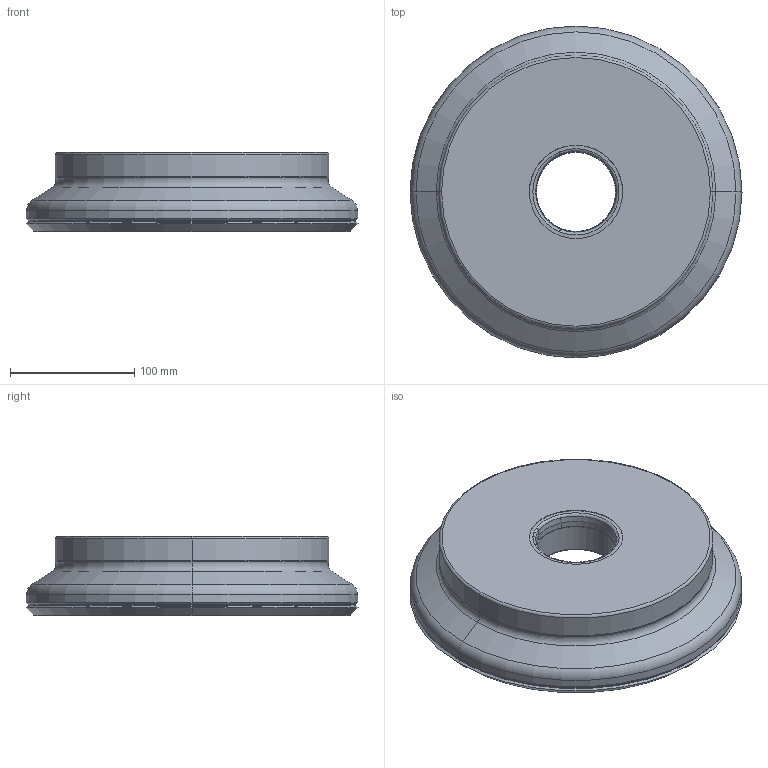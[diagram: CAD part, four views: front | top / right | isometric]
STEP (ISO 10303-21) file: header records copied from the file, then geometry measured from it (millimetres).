
FILE_DESCRIPTION(/* description */ (''),/* implementation_level */ '2;1');
FILE_NAME(/* name */ 'WSX445UR1014MN_IR0_047.stp',/* time_stamp */ '2023-11-01T14:18:50+09:00',/* author */ (''),/* organization */ (''),/* preprocessor_version */ 'ST-DEVELOPER v16',/* originating_system */ 'SIEMENS PLM Software NX 10.0',/* authorisation */ '');
FILE_SCHEMA (('AUTOMOTIVE_DESIGN { 1 0 10303 214 3 1 1 1 }'));
Length unit declared in the file: millimetre
Products named in the file (1): WSX445UR1014MN_IR0_047_ASM
Bounding box: 266.85 x 266.85 x 63.5 mm (x, y, z)
Volume: 1966808.3 mm3; surface area: 192577.6 mm2
Topology: 2 solids, 2 shells, 69 faces, 148 edges, 94 vertices
Faces by surface type: torus 28, cone 20, cylinder 14, plane 7
Entity records: 2060 total; most frequent: DIRECTION 398, CARTESIAN_POINT 391, ORIENTED_EDGE 282, AXIS2_PLACEMENT_3D 181, EDGE_CURVE 141, CIRCLE 104, VERTEX_POINT 79, EDGE_LOOP 76
